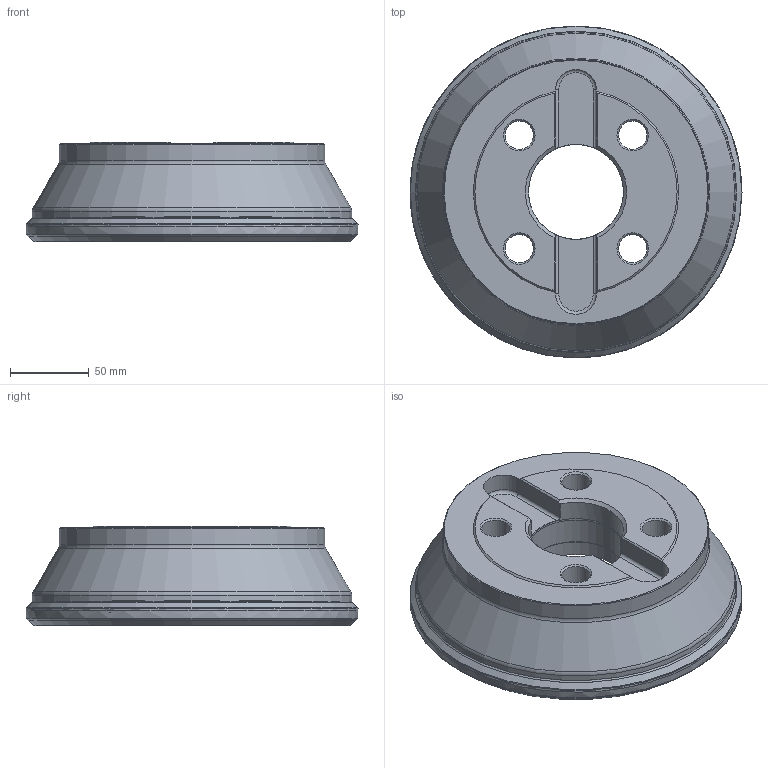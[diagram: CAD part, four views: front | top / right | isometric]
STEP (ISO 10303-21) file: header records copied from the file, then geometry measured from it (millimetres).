
FILE_DESCRIPTION(/* description */ (''),/* implementation_level */ '2;1');
FILE_NAME(/* name */ '200C11R_S45OE06Z_C_115009283ndi000_00_SIM.stp',/* time_stamp */ '2020-01-16T11:53:17+01:00',/* author */ (''),/* organization */ (''),/* preprocessor_version */ 'ST-DEVELOPER v16.7',/* originating_system */ 'SIEMENS PLM Software NX 12.0',/* authorisation */ '');
FILE_SCHEMA (('AUTOMOTIVE_DESIGN { 1 0 10303 214 3 1 1 1 }'));
Length unit declared in the file: millimetre
Products named in the file (1): hc720D2C359C6s8h
Bounding box: 210.16 x 210.16 x 63 mm (x, y, z)
Volume: 1319632.3 mm3; surface area: 146712.9 mm2
Topology: 2 solids, 2 shells, 124 faces, 305 edges, 185 vertices
Faces by surface type: cone 33, cylinder 29, revolution 25, plane 20, torus 17
Full cylindrical faces by diameter (mm): 8 x4, 18 x4, 26 x4, 60.01 x1, 60.2 x1, 62 x1, 130 x1, 136.928 x1, 168 x1, 202.253 x1
Entity records: 3251 total; most frequent: CARTESIAN_POINT 809, DIRECTION 501, ORIENTED_EDGE 372, AXIS2_PLACEMENT_3D 222, EDGE_LOOP 220, FACE_BOUND 194, EDGE_CURVE 186, VERTEX_POINT 154
